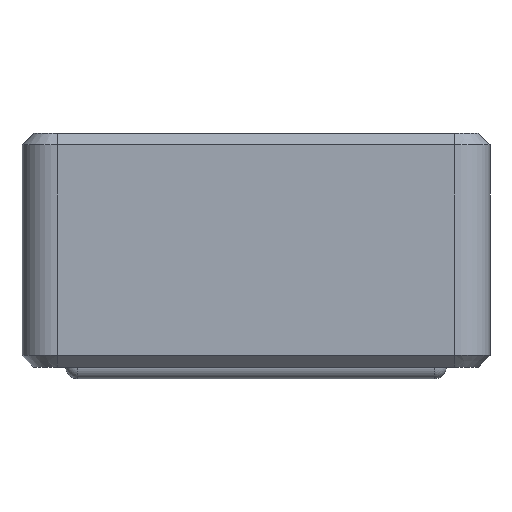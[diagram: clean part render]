
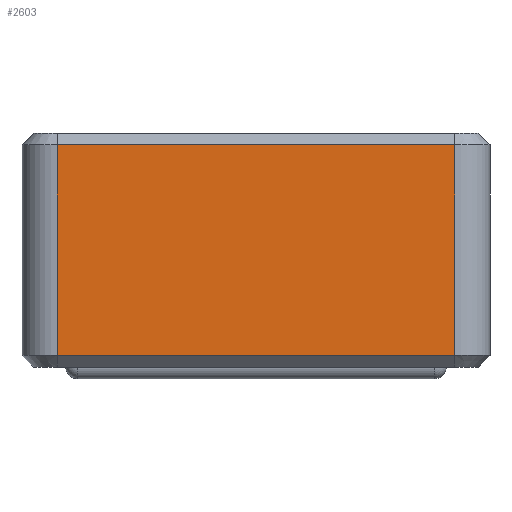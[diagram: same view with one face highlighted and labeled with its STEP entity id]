
A CAD part, left-side view. The second image highlights one B-rep face of the part: STEP entity #2603.
In plain terms, the highlighted planar face has unit normal (-1, 0, 0).
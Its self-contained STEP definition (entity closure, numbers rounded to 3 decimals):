
#402 = CARTESIAN_POINT ( 'NONE',  ( -2., 2., 0.2 ) ) ;
#572 = LINE ( 'NONE', #402, #3526 ) ;
#936 = PLANE ( 'NONE',  #4027 ) ;
#991 = VECTOR ( 'NONE', #12346, 1000. ) ;
#1270 = DIRECTION ( 'NONE',  ( 0., 0., 1. ) ) ;
#1274 = CARTESIAN_POINT ( 'NONE',  ( -2., -1.7, 2. ) ) ;
#1302 = VERTEX_POINT ( 'NONE', #14024 ) ;
#2177 = CARTESIAN_POINT ( 'NONE',  ( -2., 1.7, 2. ) ) ;
#2392 = EDGE_CURVE ( 'NONE', #1302, #14394, #6322, .T. ) ;
#2603 = ADVANCED_FACE ( 'NONE', ( #12552 ), #936, .F. ) ;
#2662 = DIRECTION ( 'NONE',  ( 1., 0., 0. ) ) ;
#3526 = VECTOR ( 'NONE', #5145, 1000. ) ;
#3896 = EDGE_CURVE ( 'NONE', #14394, #11230, #12660, .T. ) ;
#3967 = EDGE_LOOP ( 'NONE', ( #11386, #10160, #12357, #10555 ) ) ;
#4027 = AXIS2_PLACEMENT_3D ( 'NONE', #7287, #2662, #5052 ) ;
#4588 = DIRECTION ( 'NONE',  ( 0., 1., 0. ) ) ;
#4781 = VERTEX_POINT ( 'NONE', #9744 ) ;
#5052 = DIRECTION ( 'NONE',  ( 0., 1., 0. ) ) ;
#5145 = DIRECTION ( 'NONE',  ( 0., -1., 0. ) ) ;
#6322 = LINE ( 'NONE', #13311, #14250 ) ;
#6832 = EDGE_CURVE ( 'NONE', #4781, #1302, #572, .T. ) ;
#7287 = CARTESIAN_POINT ( 'NONE',  ( -2., 2., 2.1 ) ) ;
#9214 = EDGE_CURVE ( 'NONE', #11230, #4781, #13248, .T. ) ;
#9744 = CARTESIAN_POINT ( 'NONE',  ( -2., 1.7, 0.2 ) ) ;
#10160 = ORIENTED_EDGE ( 'NONE', *, *, #6832, .T. ) ;
#10555 = ORIENTED_EDGE ( 'NONE', *, *, #3896, .T. ) ;
#11230 = VERTEX_POINT ( 'NONE', #12614 ) ;
#11386 = ORIENTED_EDGE ( 'NONE', *, *, #9214, .T. ) ;
#12346 = DIRECTION ( 'NONE',  ( 0., 0., -1. ) ) ;
#12357 = ORIENTED_EDGE ( 'NONE', *, *, #2392, .T. ) ;
#12419 = CARTESIAN_POINT ( 'NONE',  ( -2., 1.7, 2.1 ) ) ;
#12552 = FACE_OUTER_BOUND ( 'NONE', #3967, .T. ) ;
#12614 = CARTESIAN_POINT ( 'NONE',  ( -2., 1.7, 2. ) ) ;
#12660 = LINE ( 'NONE', #2177, #12993 ) ;
#12993 = VECTOR ( 'NONE', #4588, 1000. ) ;
#13248 = LINE ( 'NONE', #12419, #991 ) ;
#13311 = CARTESIAN_POINT ( 'NONE',  ( -2., -1.7, 2.1 ) ) ;
#14024 = CARTESIAN_POINT ( 'NONE',  ( -2., -1.7, 0.2 ) ) ;
#14250 = VECTOR ( 'NONE', #1270, 1000. ) ;
#14394 = VERTEX_POINT ( 'NONE', #1274 ) ;
